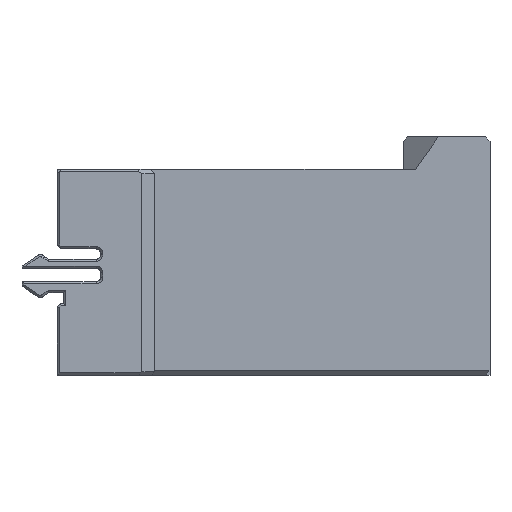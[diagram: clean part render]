
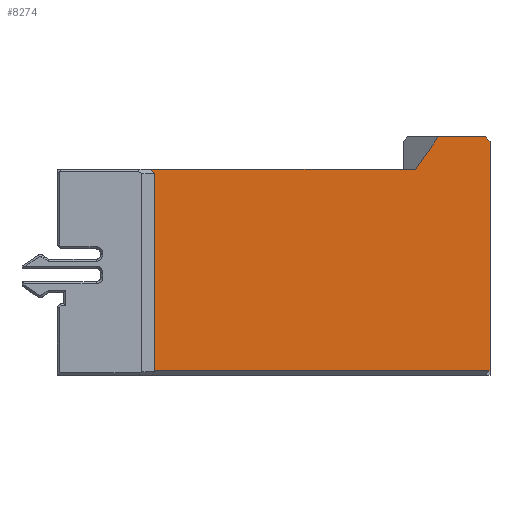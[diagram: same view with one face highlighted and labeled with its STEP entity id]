
A CAD part, front view. The second image highlights one B-rep face of the part: STEP entity #8274.
In plain terms, the highlighted planar face has unit normal (0, -1, 0).
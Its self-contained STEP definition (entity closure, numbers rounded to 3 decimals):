
#5539=CARTESIAN_POINT('',(9.043,-4.,18.6));
#5540=VERTEX_POINT('',#5539);
#5541=CARTESIAN_POINT('',(9.043,-4.,0.4));
#5542=VERTEX_POINT('',#5541);
#5543=CARTESIAN_POINT('',(9.043,-4.,18.6));
#5544=DIRECTION('',(0.,0.,-1.));
#5545=VECTOR('',#5544,18.2);
#5546=LINE('',#5543,#5545);
#5547=EDGE_CURVE('',#5540,#5542,#5546,.T.);
#6932=CARTESIAN_POINT('',(40.,-4.,21.6));
#6933=VERTEX_POINT('',#6932);
#6940=CARTESIAN_POINT('',(40.,-4.,0.4));
#6941=VERTEX_POINT('',#6940);
#6942=CARTESIAN_POINT('',(40.,-4.,21.6));
#6943=DIRECTION('',(-0.,0.,-1.));
#6944=VECTOR('',#6943,21.2);
#6945=LINE('',#6942,#6944);
#6946=EDGE_CURVE('',#6933,#6941,#6945,.T.);
#7434=CARTESIAN_POINT('',(39.6,-4.,22.));
#7435=VERTEX_POINT('',#7434);
#7442=CARTESIAN_POINT('',(39.6,-4.,22.));
#7443=DIRECTION('',(0.707,0.,-0.707));
#7444=VECTOR('',#7443,0.566);
#7445=LINE('',#7442,#7444);
#7446=EDGE_CURVE('',#7435,#6933,#7445,.T.);
#7535=CARTESIAN_POINT('',(35.228,-4.,22.));
#7536=VERTEX_POINT('',#7535);
#7543=CARTESIAN_POINT('',(39.6,-4.,22.));
#7544=DIRECTION('',(-1.,0.,0.));
#7545=VECTOR('',#7544,4.372);
#7546=LINE('',#7543,#7545);
#7547=EDGE_CURVE('',#7435,#7536,#7546,.T.);
#7771=CARTESIAN_POINT('',(33.107,-4.,19.));
#7772=VERTEX_POINT('',#7771);
#7781=CARTESIAN_POINT('',(35.228,-4.,22.));
#7782=DIRECTION('',(-0.577,0.,-0.816));
#7783=VECTOR('',#7782,3.674);
#7784=LINE('',#7781,#7783);
#7785=EDGE_CURVE('',#7536,#7772,#7784,.T.);
#8206=CARTESIAN_POINT('',(8.643,-4.,19.));
#8207=VERTEX_POINT('',#8206);
#8214=CARTESIAN_POINT('',(8.643,-4.,19.));
#8215=DIRECTION('',(1.,0.,-0.));
#8216=VECTOR('',#8215,24.465);
#8217=LINE('',#8214,#8216);
#8218=EDGE_CURVE('',#8207,#7772,#8217,.T.);
#8249=CARTESIAN_POINT('',(0.,-4.,0.));
#8250=DIRECTION('',(0.,-1.,0.));
#8251=DIRECTION('',(-1.,0.,0.));
#8252=AXIS2_PLACEMENT_3D('',#8249,#8250,#8251);
#8253=PLANE('',#8252);
#8254=ORIENTED_EDGE('',*,*,#6946,.F.);
#8255=ORIENTED_EDGE('',*,*,#7446,.F.);
#8256=ORIENTED_EDGE('',*,*,#7547,.T.);
#8257=ORIENTED_EDGE('',*,*,#7785,.T.);
#8258=ORIENTED_EDGE('',*,*,#8218,.F.);
#8259=CARTESIAN_POINT('',(8.643,-4.,19.));
#8260=DIRECTION('',(0.707,0.,-0.707));
#8261=VECTOR('',#8260,0.566);
#8262=LINE('',#8259,#8261);
#8263=EDGE_CURVE('',#8207,#5540,#8262,.T.);
#8264=ORIENTED_EDGE('',*,*,#8263,.T.);
#8265=ORIENTED_EDGE('',*,*,#5547,.T.);
#8266=CARTESIAN_POINT('',(9.043,-4.,0.4));
#8267=DIRECTION('',(1.,0.,-0.));
#8268=VECTOR('',#8267,30.957);
#8269=LINE('',#8266,#8268);
#8270=EDGE_CURVE('',#5542,#6941,#8269,.T.);
#8271=ORIENTED_EDGE('',*,*,#8270,.T.);
#8272=EDGE_LOOP('',(#8254,#8255,#8256,#8257,#8258,#8264,#8265,#8271));
#8273=FACE_BOUND('',#8272,.T.);
#8274=ADVANCED_FACE('',(#8273),#8253,.T.);
